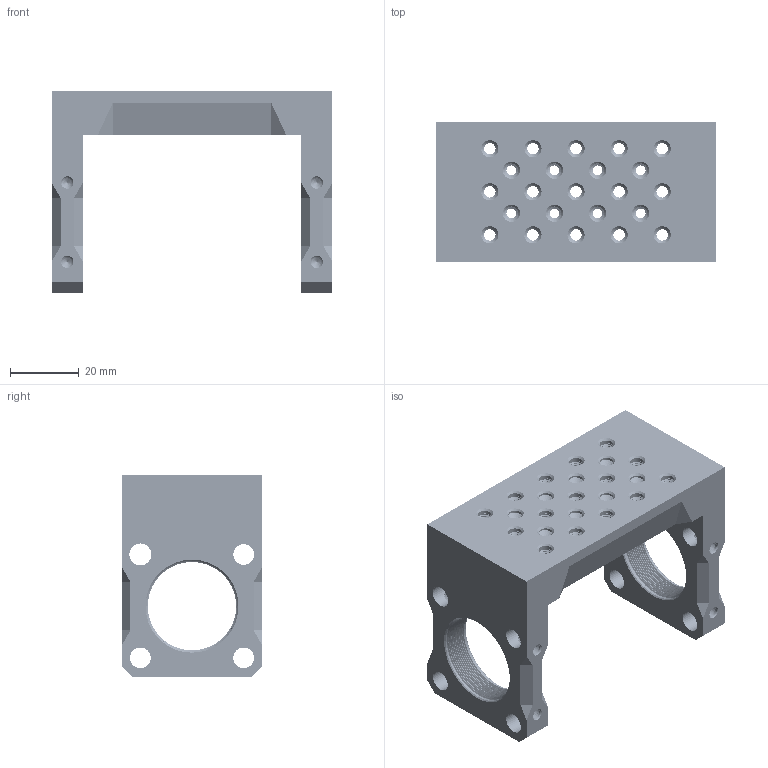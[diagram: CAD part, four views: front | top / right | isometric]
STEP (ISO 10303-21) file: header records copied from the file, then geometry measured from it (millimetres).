
FILE_DESCRIPTION((''),'2;1');
FILE_NAME('CSOP-B1','2020-10-18T',('Administrator'),(''),'CREO PARAMETRIC BY PTC INC, 2015290','CREO PARAMETRIC BY PTC INC, 2015290','');
FILE_SCHEMA(('CONFIG_CONTROL_DESIGN'));
Products named in the file (1): CSOP-B1
Bounding box: 81.3 x 40.7 x 58.5 mm (x, y, z)
Volume: 58090.3 mm3; surface area: 24105.3 mm2
Topology: 1 solids, 1 shells, 1600 faces, 4591 edges, 2957 vertices
Faces by surface type: cylinder 928, bspline 496, cone 132, plane 44
Entity records: 135037 total; most frequent: CARTESIAN_POINT 100072, ORIENTED_EDGE 9150, EDGE_CURVE 4575, DIRECTION 4237, VERTEX_POINT 2957, B_SPLINE_CURVE_WITH_KNOTS 2826, EDGE_LOOP 1686, FACE_OUTER_BOUND 1600
